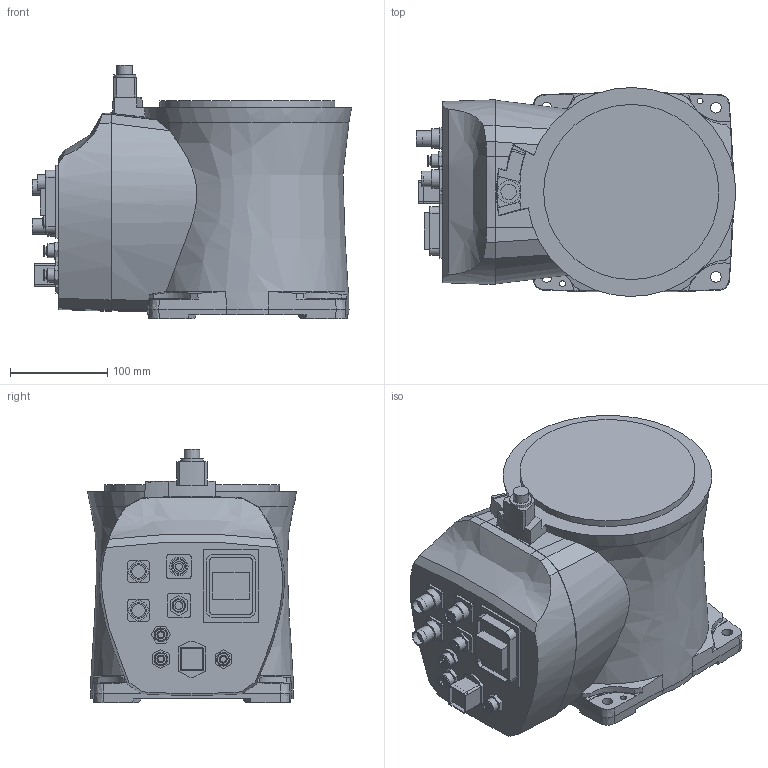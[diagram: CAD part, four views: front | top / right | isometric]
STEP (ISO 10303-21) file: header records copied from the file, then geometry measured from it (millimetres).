
FILE_DESCRIPTION(('FreeCAD Model'),'2;1');
FILE_NAME('kuka_base.step','2020-10-31T05:44:44',( 'Author'),(''),'Open CASCADE STEP processor 7.3','FreeCAD','Unknown' );
FILE_SCHEMA(('AUTOMOTIVE_DESIGN { 1 0 10303 214 1 1 1 1 }'));
Length unit declared in the file: millimetre
Products named in the file (2): KR6_KR10_R900_sixx001; KR6_KR10_R900_sixx_1
Assembly tree (1 placements, depth 2):
  KR6_KR10_R900_sixx001
    KR6_KR10_R900_sixx_1
Bounding box: 328.36 x 214.72 x 260.8 mm (x, y, z)
Volume: 10506917.7 mm3; surface area: 322266.2 mm2
Topology: 1 solids, 1 shells, 321 faces, 833 edges, 562 vertices
Faces by surface type: plane 176, cylinder 81, bspline 35, cone 26, sphere 3
Full cylindrical faces by diameter (mm): 6 x5, 7 x1, 8 x4, 9 x3, 11 x5, 11.8 x3, 12 x1, 14 x7, 16 x4, 19 x1, 20 x2, 23 x1, 180 x1
Entity records: 27350 total; most frequent: CARTESIAN_POINT 8976, DIRECTION 2811, ORIENTED_EDGE 1666, PCURVE 1666, DEFINITIONAL_REPRESENTATION 1666, LINE 1419, VECTOR 1419, EDGE_CURVE 833
